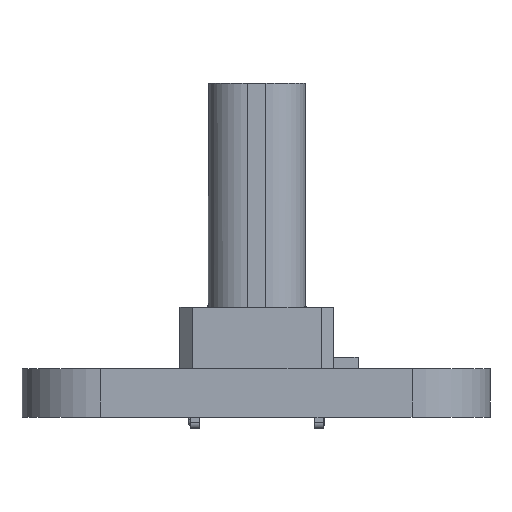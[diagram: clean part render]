
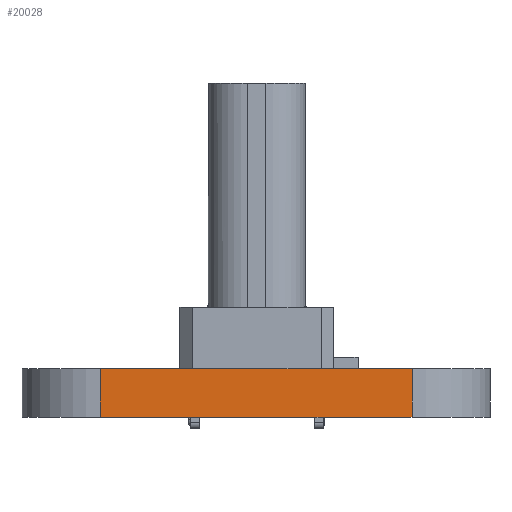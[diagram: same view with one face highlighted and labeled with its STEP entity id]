
A CAD part, left-side view. The second image highlights one B-rep face of the part: STEP entity #20028.
In plain terms, the highlighted planar face has unit normal (-1, 0, 0).
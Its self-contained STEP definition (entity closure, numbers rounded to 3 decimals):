
#1414=FACE_OUTER_BOUND('',#2494,.T.);
#2494=EDGE_LOOP('',(#13280,#13281,#13282,#13283));
#3669=LINE('',#29256,#5882);
#3670=LINE('',#29259,#5883);
#3671=LINE('',#29261,#5884);
#3672=LINE('',#29262,#5885);
#5882=VECTOR('',#23281,10.);
#5883=VECTOR('',#23284,10.);
#5884=VECTOR('',#23285,10.);
#5885=VECTOR('',#23286,10.);
#8117=VERTEX_POINT('',#29252);
#8118=VERTEX_POINT('',#29254);
#8119=VERTEX_POINT('',#29258);
#8120=VERTEX_POINT('',#29260);
#10183=EDGE_CURVE('',#8117,#8118,#3669,.T.);
#10184=EDGE_CURVE('',#8117,#8119,#3670,.T.);
#10185=EDGE_CURVE('',#8120,#8118,#3671,.T.);
#10186=EDGE_CURVE('',#8119,#8120,#3672,.T.);
#13280=ORIENTED_EDGE('',*,*,#10184,.F.);
#13281=ORIENTED_EDGE('',*,*,#10183,.T.);
#13282=ORIENTED_EDGE('',*,*,#10185,.F.);
#13283=ORIENTED_EDGE('',*,*,#10186,.F.);
#19243=PLANE('',#21227);
#20028=ADVANCED_FACE('',(#1414),#19243,.T.);
#21227=AXIS2_PLACEMENT_3D('',#29257,#23282,#23283);
#23281=DIRECTION('',(0.,0.,1.));
#23282=DIRECTION('center_axis',(-1.,0.,0.));
#23283=DIRECTION('ref_axis',(0.,-1.,0.));
#23284=DIRECTION('',(0.,1.,0.));
#23285=DIRECTION('',(0.,-1.,0.));
#23286=DIRECTION('',(0.,0.,1.));
#29252=CARTESIAN_POINT('',(0.,2.54,0.));
#29254=CARTESIAN_POINT('',(0.,2.54,1.57));
#29256=CARTESIAN_POINT('',(0.,2.54,0.));
#29257=CARTESIAN_POINT('Origin',(0.,12.7,0.));
#29258=CARTESIAN_POINT('',(0.,12.7,0.));
#29259=CARTESIAN_POINT('',(0.,2.54,0.));
#29260=CARTESIAN_POINT('',(0.,12.7,1.57));
#29261=CARTESIAN_POINT('',(0.,2.54,1.57));
#29262=CARTESIAN_POINT('',(0.,12.7,0.));
